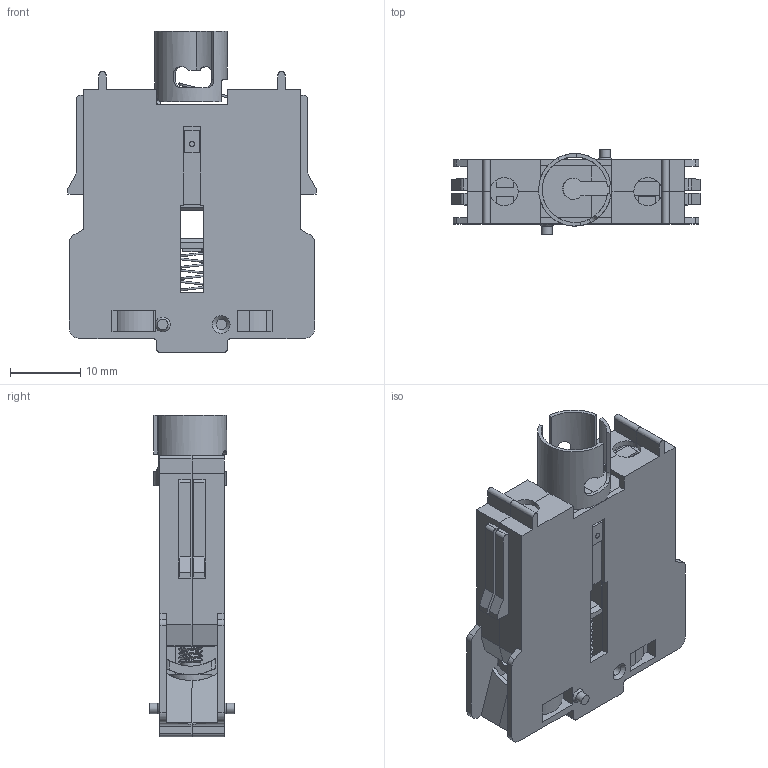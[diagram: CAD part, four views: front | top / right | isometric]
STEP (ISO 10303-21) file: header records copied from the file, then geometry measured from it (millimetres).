
FILE_DESCRIPTION(/* description */ (''),/* implementation_level */ '2;1');
FILE_NAME(/* name */ 'MTL_ipt.stp',/* time_stamp */ '2018-12-05T15:50:21+01:00',/* author */ ('thagel'),/* organization */ (''),/* preprocessor_version */ 'ST-DEVELOPER v16.1',/* originating_system */ 'Autodesk Inventor 2016',/* authorisation */ '');
FILE_SCHEMA (('CONFIG_CONTROL_DESIGN'));
Length unit declared in the file: centimetre
Products named in the file (1): MFL
Bounding box: 35.2 x 12.1 x 45.6 mm (x, y, z)
Volume: 7842.3 mm3; surface area: 7525.6 mm2
Topology: 2 solids, 4 shells, 491 faces, 1333 edges, 865 vertices
Faces by surface type: plane 364, cylinder 90, bspline 25, cone 8, torus 4
Full cylindrical faces by diameter (mm): 0.7 x1, 1.5 x4, 2.85 x2, 3.5 x2, 3.86 x2
Entity records: 19892 total; most frequent: CARTESIAN_POINT 7715, ORIENTED_EDGE 2620, DIRECTION 2333, EDGE_CURVE 1305, LINE 965, VECTOR 965, VERTEX_POINT 855, AXIS2_PLACEMENT_3D 684
